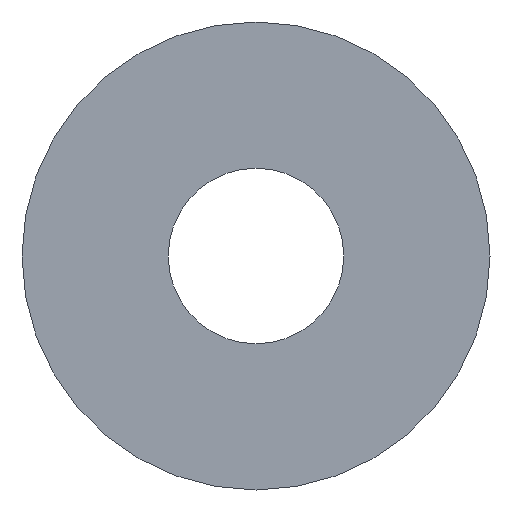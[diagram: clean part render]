
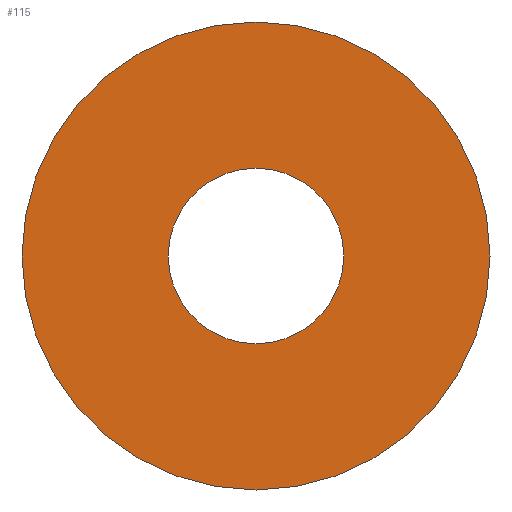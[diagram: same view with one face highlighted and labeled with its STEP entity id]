
A CAD part, front view. The second image highlights one B-rep face of the part: STEP entity #115.
In plain terms, the highlighted planar face has unit normal (0, -1, 0).
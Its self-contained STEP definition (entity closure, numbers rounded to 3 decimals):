
#3 = CIRCLE ( 'NONE', #133, 4. ) ;
#4 = VERTEX_POINT ( 'NONE', #98 ) ;
#5 = VERTEX_POINT ( 'NONE', #191 ) ;
#6 = CIRCLE ( 'NONE', #79, 1.5 ) ;
#7 = DIRECTION ( 'NONE',  ( 0., -1., 0. ) ) ;
#8 = DIRECTION ( 'NONE',  ( 0., 0., -1. ) ) ;
#14 = EDGE_CURVE ( 'NONE', #18, #4, #6, .T. ) ;
#18 = VERTEX_POINT ( 'NONE', #152 ) ;
#24 = CARTESIAN_POINT ( 'NONE',  ( 1.5, 0., 0. ) ) ;
#31 = EDGE_CURVE ( 'NONE', #176, #5, #60, .T. ) ;
#51 = CARTESIAN_POINT ( 'NONE',  ( 0., 0., 0. ) ) ;
#55 = PLANE ( 'NONE',  #130 ) ;
#56 = DIRECTION ( 'NONE',  ( 0., 0., -1. ) ) ;
#60 = CIRCLE ( 'NONE', #173, 4. ) ;
#71 = DIRECTION ( 'NONE',  ( 0., 0., -1. ) ) ;
#74 = FACE_OUTER_BOUND ( 'NONE', #112, .T. ) ;
#79 = AXIS2_PLACEMENT_3D ( 'NONE', #88, #7, #71 ) ;
#82 = EDGE_LOOP ( 'NONE', ( #178, #97 ) ) ;
#87 = DIRECTION ( 'NONE',  ( 0., -1., 0. ) ) ;
#88 = CARTESIAN_POINT ( 'NONE',  ( 0., 0., 0. ) ) ;
#97 = ORIENTED_EDGE ( 'NONE', *, *, #109, .F. ) ;
#98 = CARTESIAN_POINT ( 'NONE',  ( 0., 0., 1.5 ) ) ;
#109 = EDGE_CURVE ( 'NONE', #4, #18, #199, .T. ) ;
#112 = EDGE_LOOP ( 'NONE', ( #116, #143 ) ) ;
#115 = ADVANCED_FACE ( 'NONE', ( #74, #194 ), #55, .T. ) ;
#116 = ORIENTED_EDGE ( 'NONE', *, *, #31, .T. ) ;
#117 = DIRECTION ( 'NONE',  ( 0., -1., 0. ) ) ;
#119 = CARTESIAN_POINT ( 'NONE',  ( 0., 0., 0. ) ) ;
#120 = DIRECTION ( 'NONE',  ( 0., -1., 0. ) ) ;
#130 = AXIS2_PLACEMENT_3D ( 'NONE', #24, #149, #132 ) ;
#132 = DIRECTION ( 'NONE',  ( 0., 0., -1. ) ) ;
#133 = AXIS2_PLACEMENT_3D ( 'NONE', #51, #117, #181 ) ;
#140 = CARTESIAN_POINT ( 'NONE',  ( 0., 0., -4. ) ) ;
#143 = ORIENTED_EDGE ( 'NONE', *, *, #160, .T. ) ;
#149 = DIRECTION ( 'NONE',  ( 0., -1., 0. ) ) ;
#152 = CARTESIAN_POINT ( 'NONE',  ( 0., 0., -1.5 ) ) ;
#153 = AXIS2_PLACEMENT_3D ( 'NONE', #198, #120, #56 ) ;
#160 = EDGE_CURVE ( 'NONE', #5, #176, #3, .T. ) ;
#173 = AXIS2_PLACEMENT_3D ( 'NONE', #119, #87, #8 ) ;
#176 = VERTEX_POINT ( 'NONE', #140 ) ;
#178 = ORIENTED_EDGE ( 'NONE', *, *, #14, .F. ) ;
#181 = DIRECTION ( 'NONE',  ( 0., 0., -1. ) ) ;
#191 = CARTESIAN_POINT ( 'NONE',  ( 0., 0., 4. ) ) ;
#194 = FACE_BOUND ( 'NONE', #82, .T. ) ;
#198 = CARTESIAN_POINT ( 'NONE',  ( 0., 0., 0. ) ) ;
#199 = CIRCLE ( 'NONE', #153, 1.5 ) ;
